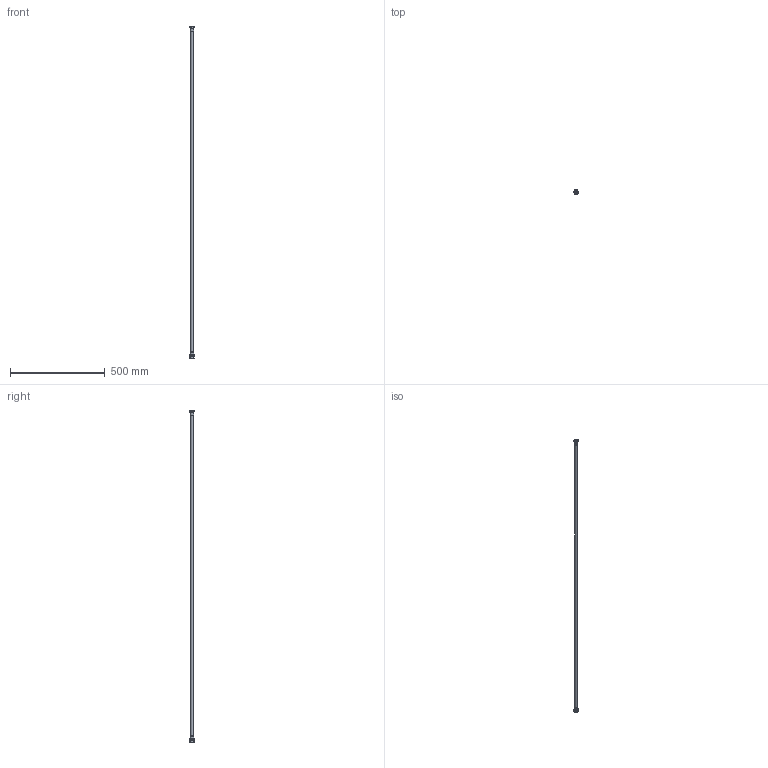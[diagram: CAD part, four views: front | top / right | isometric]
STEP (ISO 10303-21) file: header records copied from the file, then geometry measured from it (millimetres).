
FILE_DESCRIPTION(/* description */ (''),/* implementation_level */ '2;1');
FILE_NAME(/* name */ '222',/* time_stamp */ '2022-05-21T14:19:57+08:00',/* author */ (''),/* organization */ (''),/* preprocessor_version */ 'ST-DEVELOPER v9',/* originating_system */ 'UGS - NX 4.0',/* authorisation */ '');
FILE_SCHEMA (('CONFIG_CONTROL_DESIGN'));
Length unit declared in the file: millimetre
Products named in the file (1): HFH10002-2
Bounding box: 22.9 x 22.89 x 1756 mm (x, y, z)
Volume: 165015.5 mm3; surface area: 122090.9 mm2
Topology: 6 solids, 6 shells, 109 faces, 220 edges, 148 vertices
Faces by surface type: cylinder 50, plane 39, cone 9, bspline 7, torus 4
Full cylindrical faces by diameter (mm): 5.8 x1, 7 x1, 7.2 x1, 7.6 x1, 8.3 x4, 9.1 x2, 9.2 x1, 11.2 x1, 13 x3, 14 x1, 15.8 x4, 17 x1, 17.2 x2, 17.3 x1, 18.2 x4, 19 x1, 19.3 x16, 20.3 x1
Entity records: 4276 total; most frequent: CARTESIAN_POINT 2647, DIRECTION 326, ORIENTED_EDGE 208, EDGE_LOOP 172, AXIS2_PLACEMENT_3D 161, FACE_BOUND 120, EDGE_CURVE 104, VERTEX_POINT 96
